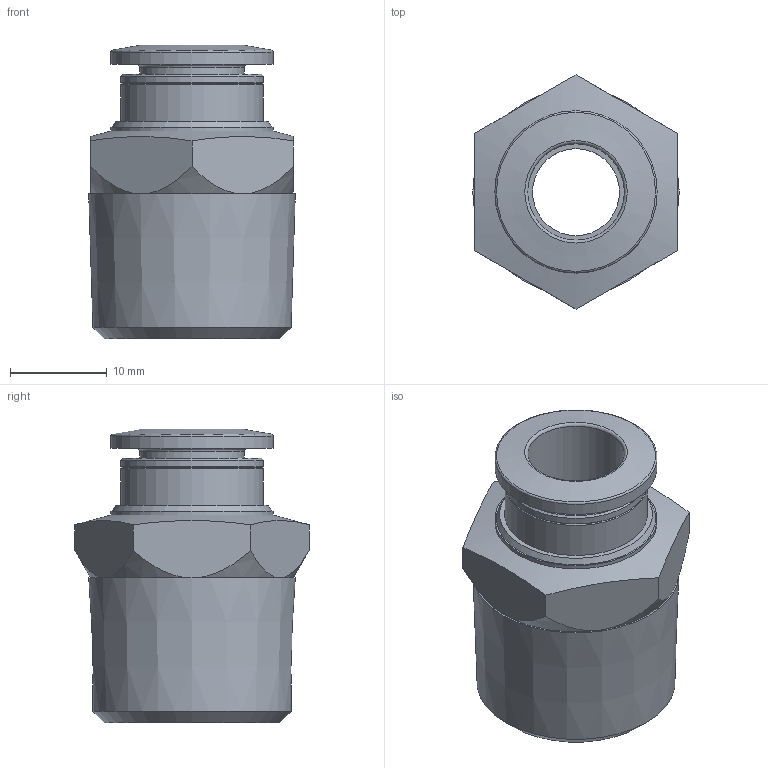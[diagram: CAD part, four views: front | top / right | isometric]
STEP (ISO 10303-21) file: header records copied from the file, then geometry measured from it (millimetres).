
FILE_DESCRIPTION(/* description */ ('STEP AP214'),/* implementation_level */ '2;1');
FILE_NAME(/* name */ '190646_QS-1_2-10',/* time_stamp */ '2024-09-10T09:33:45+02:00',/* author */ ('License CC BY-ND 4.0'),/* organization */ ('CADENAS'),/* preprocessor_version */ 'ST-DEVELOPER v19.3',/* originating_system */ 'PARTsolutions',/* authorisation */ ' ');
FILE_SCHEMA (('FEATURE_BASED_PROCESS_PLANNING','AUTOMOTIVE_DESIGN {1 0 10303 214 3 1 1}'));
Length unit declared in the file: millimetre
Products named in the file (1): 190646 QS-1/2-10
Bounding box: 21.38 x 24.25 x 30.4 mm (x, y, z)
Volume: 6427.8 mm3; surface area: 3567.9 mm2
Topology: 1 solids, 1 shells, 40 faces, 80 edges, 47 vertices
Faces by surface type: cone 16, plane 13, cylinder 8, torus 3
Full cylindrical faces by diameter (mm): 9 x1, 10 x1, 10.8 x1, 11.974 x1, 14.8 x2, 16.8 x2
Entity records: 1246 total; most frequent: CARTESIAN_POINT 215, DIRECTION 154, ORIENTED_EDGE 114, AXIS2_PLACEMENT_3D 74, EDGE_LOOP 68, FACE_BOUND 68, EDGE_CURVE 57, VERTEX_POINT 45
